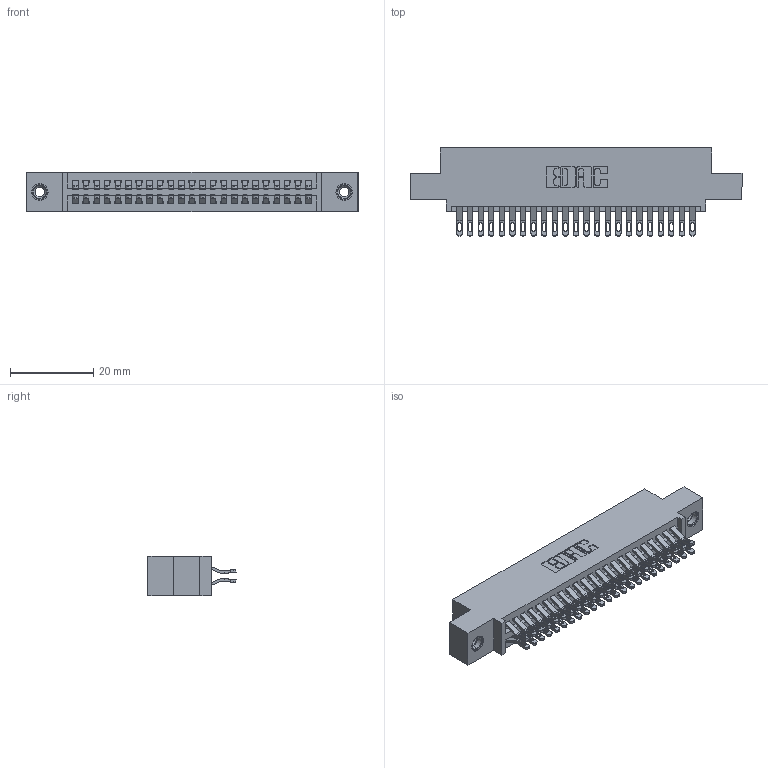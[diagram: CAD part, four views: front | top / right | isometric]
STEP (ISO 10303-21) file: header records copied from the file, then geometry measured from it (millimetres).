
FILE_DESCRIPTION (( 'STEP AP203' ), '1' );
FILE_NAME ('345-046-555-508.STEP', '2019-10-29T02:43:07', ( '' ), ( '' ), 'SwSTEP 2.0', 'SolidWorks 2016', '' );
FILE_SCHEMA (( 'CONFIG_CONTROL_DESIGN' ));
Length unit declared in the file: inch
Products named in the file (4): 345 Part_0.110 Offset - 0.156 Dia-TI; 345-250-001_345-250-003-102; 345-292-001_555 Tail; 345-046-555-508
Assembly tree (49 placements, depth 2):
  345-046-555-508
    345 Part_0.110 Offset - 0.156 Dia-TI
    345-292-001_555 Tail  x46
    345-250-001_345-250-003-102  x2
Bounding box: 79.63 x 21.13 x 9.4 mm (x, y, z)
Volume: 7612.4 mm3; surface area: 11454.8 mm2
Topology: 49 solids, 49 shells, 2766 faces, 8631 edges, 5746 vertices
Faces by surface type: plane 1542, cylinder 1208, cone 12, torus 4
Entity records: 22248 total; most frequent: CARTESIAN_POINT 3765, ORIENTED_EDGE 3662, DIRECTION 3337, EDGE_CURVE 1831, LINE 1567, VECTOR 1567, VERTEX_POINT 1216, AXIS2_PLACEMENT_3D 885
